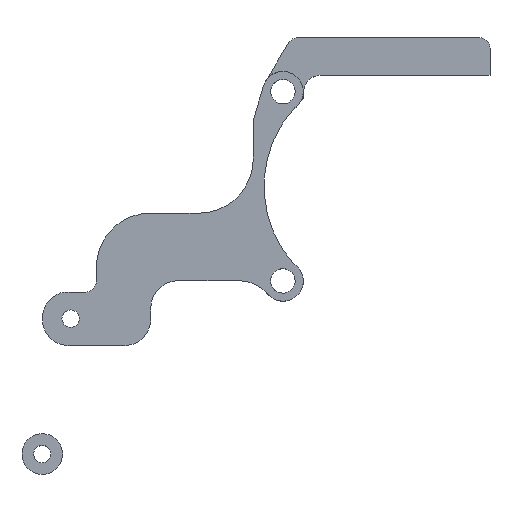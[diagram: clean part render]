
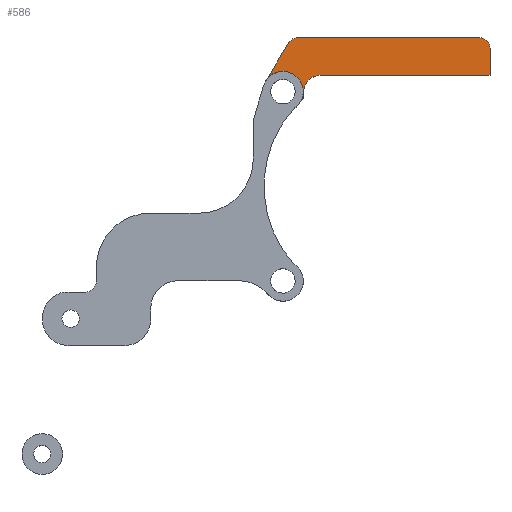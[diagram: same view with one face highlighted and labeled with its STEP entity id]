
A CAD part, top view. The second image highlights one B-rep face of the part: STEP entity #586.
In plain terms, the highlighted planar face has unit normal (0, 0, 1).
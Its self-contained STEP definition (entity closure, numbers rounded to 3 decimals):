
#231=CARTESIAN_POINT('',(278.358,-295.,-28.2));
#232=VERTEX_POINT('',#231);
#239=CARTESIAN_POINT('',(278.358,-296.305,-28.2));
#240=VERTEX_POINT('',#239);
#241=CARTESIAN_POINT('',(278.358,-296.305,-28.2));
#242=DIRECTION('',(-0.,1.,-0.));
#243=VECTOR('',#242,1.305);
#244=LINE('',#241,#243);
#245=EDGE_CURVE('',#240,#232,#244,.T.);
#271=CARTESIAN_POINT('',(277.766,-296.842,-28.2));
#272=VERTEX_POINT('',#271);
#273=CARTESIAN_POINT('',(292.5,-312.5,-28.2));
#274=DIRECTION('',(0.,-0.,-1.));
#275=DIRECTION('',(0.,1.,-0.));
#276=AXIS2_PLACEMENT_3D('',#273,#274,#275);
#277=CIRCLE('',#276,21.5);
#278=EDGE_CURVE('',#272,#240,#277,.T.);
#296=CARTESIAN_POINT('',(274.5,-291.25,-28.2));
#297=VERTEX_POINT('',#296);
#312=CARTESIAN_POINT('',(274.5,-295.,-28.2));
#313=DIRECTION('',(0.,-0.,-1.));
#314=DIRECTION('',(0.,1.,-0.));
#315=AXIS2_PLACEMENT_3D('',#312,#313,#314);
#316=CIRCLE('',#315,3.75);
#317=EDGE_CURVE('',#297,#272,#316,.T.);
#327=CARTESIAN_POINT('',(271.286,-293.068,-28.2));
#328=VERTEX_POINT('',#327);
#329=CARTESIAN_POINT('',(275.552,-285.97,-28.2));
#330=VERTEX_POINT('',#329);
#331=CARTESIAN_POINT('',(271.286,-293.068,-28.2));
#332=DIRECTION('',(0.515,0.857,-0.));
#333=VECTOR('',#332,8.282);
#334=LINE('',#331,#333);
#335=EDGE_CURVE('',#328,#330,#334,.T.);
#409=CARTESIAN_POINT('',(277.266,-285.,-28.2));
#410=VERTEX_POINT('',#409);
#417=CARTESIAN_POINT('',(310.777,-285.,-28.2));
#418=VERTEX_POINT('',#417);
#419=CARTESIAN_POINT('',(277.266,-285.,-28.2));
#420=DIRECTION('',(1.,0.,-0.));
#421=VECTOR('',#420,33.51);
#422=LINE('',#419,#421);
#423=EDGE_CURVE('',#410,#418,#422,.T.);
#463=CARTESIAN_POINT('',(312.777,-287.,-28.2));
#464=VERTEX_POINT('',#463);
#471=CARTESIAN_POINT('',(312.777,-292.,-28.2));
#472=VERTEX_POINT('',#471);
#473=CARTESIAN_POINT('',(312.777,-287.,-28.2));
#474=DIRECTION('',(0.,-1.,0.));
#475=VECTOR('',#474,5.);
#476=LINE('',#473,#475);
#477=EDGE_CURVE('',#464,#472,#476,.T.);
#494=CARTESIAN_POINT('',(281.358,-292.,-28.2));
#495=VERTEX_POINT('',#494);
#496=CARTESIAN_POINT('',(312.777,-292.,-28.2));
#497=DIRECTION('',(-1.,-0.,0.));
#498=VECTOR('',#497,31.418);
#499=LINE('',#496,#498);
#500=EDGE_CURVE('',#472,#495,#499,.T.);
#544=CARTESIAN_POINT('',(0.,-0.,-28.2));
#545=DIRECTION('',(0.,-0.,-1.));
#546=DIRECTION('',(1.,0.,0.));
#547=AXIS2_PLACEMENT_3D('',#544,#545,#546);
#548=PLANE('',#547);
#549=CARTESIAN_POINT('',(281.358,-295.,-28.2));
#550=DIRECTION('',(0.,-0.,-1.));
#551=DIRECTION('',(0.,1.,-0.));
#552=AXIS2_PLACEMENT_3D('',#549,#550,#551);
#553=CIRCLE('',#552,3.);
#554=EDGE_CURVE('',#232,#495,#553,.T.);
#555=ORIENTED_EDGE('',*,*,#554,.T.);
#556=ORIENTED_EDGE('',*,*,#500,.F.);
#557=ORIENTED_EDGE('',*,*,#477,.F.);
#558=CARTESIAN_POINT('',(310.777,-287.,-28.2));
#559=DIRECTION('',(-0.,0.,1.));
#560=DIRECTION('',(0.,1.,-0.));
#561=AXIS2_PLACEMENT_3D('',#558,#559,#560);
#562=CIRCLE('',#561,2.);
#563=EDGE_CURVE('',#464,#418,#562,.T.);
#564=ORIENTED_EDGE('',*,*,#563,.T.);
#565=ORIENTED_EDGE('',*,*,#423,.F.);
#566=CARTESIAN_POINT('',(277.266,-287.,-28.2));
#567=DIRECTION('',(-0.,0.,1.));
#568=DIRECTION('',(0.,1.,-0.));
#569=AXIS2_PLACEMENT_3D('',#566,#567,#568);
#570=CIRCLE('',#569,2.);
#571=EDGE_CURVE('',#410,#330,#570,.T.);
#572=ORIENTED_EDGE('',*,*,#571,.T.);
#573=ORIENTED_EDGE('',*,*,#335,.F.);
#574=CARTESIAN_POINT('',(274.5,-295.,-28.2));
#575=DIRECTION('',(0.,-0.,-1.));
#576=DIRECTION('',(0.,1.,-0.));
#577=AXIS2_PLACEMENT_3D('',#574,#575,#576);
#578=CIRCLE('',#577,3.75);
#579=EDGE_CURVE('',#328,#297,#578,.T.);
#580=ORIENTED_EDGE('',*,*,#579,.T.);
#581=ORIENTED_EDGE('',*,*,#317,.T.);
#582=ORIENTED_EDGE('',*,*,#278,.T.);
#583=ORIENTED_EDGE('',*,*,#245,.T.);
#584=EDGE_LOOP('',(#555,#556,#557,#564,#565,#572,#573,#580,#581,#582,#583));
#585=FACE_BOUND('',#584,.T.);
#586=ADVANCED_FACE('',(#585),#548,.F.);
